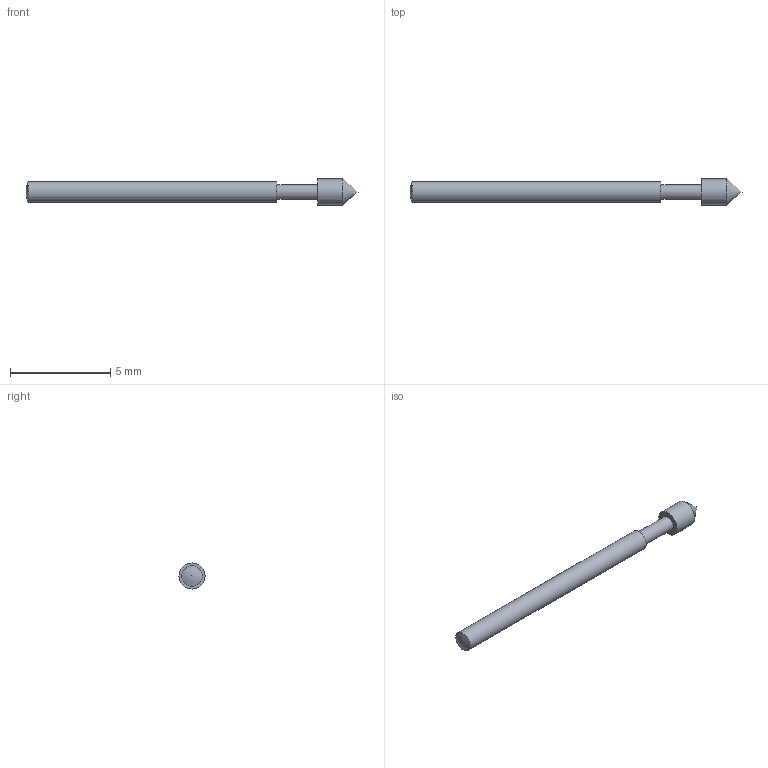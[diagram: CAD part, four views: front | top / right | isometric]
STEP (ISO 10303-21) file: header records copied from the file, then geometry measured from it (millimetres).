
FILE_DESCRIPTION(/* description */ (''),/* implementation_level */ '2;1');
FILE_NAME(/* name */ 'POGO_PIN v1.step',/* time_stamp */ '2020-04-18T16:14:16-05:00',/* author */ (''),/* organization */ (''),/* preprocessor_version */ 'ST-DEVELOPER v18.1',/* originating_system */ 'Autodesk Translation Framework v9.2.0.1227',/* authorisation */ '');
FILE_SCHEMA (('AUTOMOTIVE_DESIGN { 1 0 10303 214 3 1 1 }'));
Length unit declared in the file: millimetre
Products named in the file (1): POGO_PIN
Bounding box: 16.54 x 1.3 x 1.3 mm (x, y, z)
Volume: 7.3 mm3; surface area: 84.4 mm2
Topology: 2 solids, 2 shells, 10 faces, 26 edges, 19 vertices
Faces by surface type: cylinder 4, plane 3, bspline 2, cone 1
Full cylindrical faces by diameter (mm): 0.74 x1, 0.77 x1, 1.02 x1, 1.3 x1
Entity records: 403 total; most frequent: CARTESIAN_POINT 105, DIRECTION 59, ORIENTED_EDGE 46, AXIS2_PLACEMENT_3D 27, EDGE_CURVE 23, VERTEX_POINT 19, CIRCLE 18, EDGE_LOOP 12
